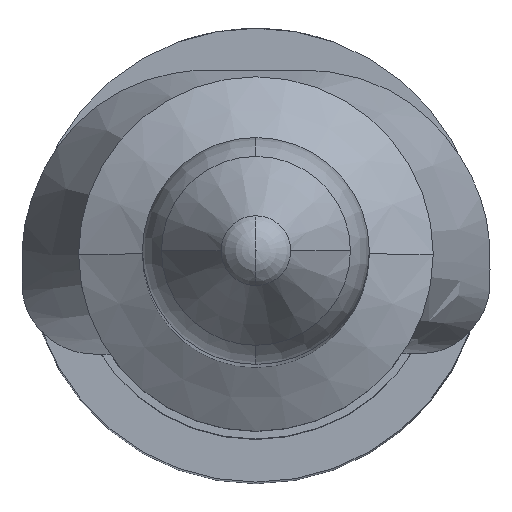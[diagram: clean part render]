
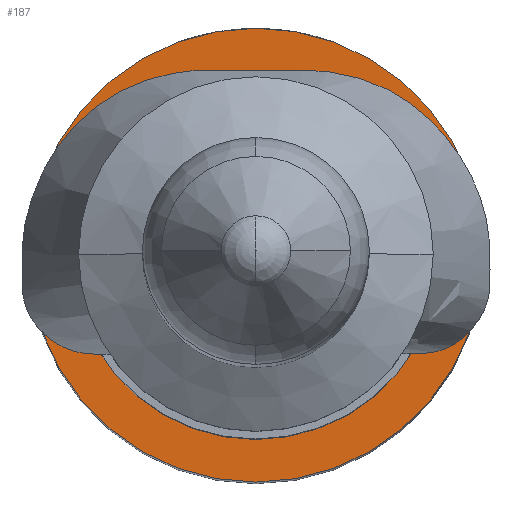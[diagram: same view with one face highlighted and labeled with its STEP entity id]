
A CAD part, top view. The second image highlights one B-rep face of the part: STEP entity #187.
In plain terms, the highlighted planar face has unit normal (0, 0, 1).
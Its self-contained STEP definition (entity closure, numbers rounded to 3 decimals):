
#10 = AXIS2_PLACEMENT_3D ( 'NONE', #322, #988, #513 ) ;
#34 = VERTEX_POINT ( 'NONE', #236 ) ;
#45 = FACE_OUTER_BOUND ( 'NONE', #179, .T. ) ;
#65 = EDGE_CURVE ( 'NONE', #34, #301, #1005, .T. ) ;
#135 = CIRCLE ( 'NONE', #1085, 1.3 ) ;
#179 = EDGE_LOOP ( 'NONE', ( #867, #942 ) ) ;
#187 = ADVANCED_FACE ( 'NONE', ( #45, #1119 ), #918, .T. ) ;
#236 = CARTESIAN_POINT ( 'NONE',  ( -1.6, 0., 6.7 ) ) ;
#257 = CARTESIAN_POINT ( 'NONE',  ( -1.3, 0., 6.7 ) ) ;
#286 = ORIENTED_EDGE ( 'NONE', *, *, #919, .F. ) ;
#300 = DIRECTION ( 'NONE',  ( 1., 0., 0. ) ) ;
#301 = VERTEX_POINT ( 'NONE', #846 ) ;
#322 = CARTESIAN_POINT ( 'NONE',  ( 0., 0., 6.7 ) ) ;
#362 = VERTEX_POINT ( 'NONE', #257 ) ;
#409 = DIRECTION ( 'NONE',  ( 0., 0., 1. ) ) ;
#426 = DIRECTION ( 'NONE',  ( 0., 0., 1. ) ) ;
#437 = CARTESIAN_POINT ( 'NONE',  ( 0., 0., 6.7 ) ) ;
#479 = AXIS2_PLACEMENT_3D ( 'NONE', #1190, #426, #720 ) ;
#490 = CARTESIAN_POINT ( 'NONE',  ( 0., 0., 6.7 ) ) ;
#512 = CARTESIAN_POINT ( 'NONE',  ( 1.3, 0., 6.7 ) ) ;
#513 = DIRECTION ( 'NONE',  ( 1., 0., 0. ) ) ;
#532 = CIRCLE ( 'NONE', #691, 1.3 ) ;
#563 = VERTEX_POINT ( 'NONE', #512 ) ;
#605 = EDGE_CURVE ( 'NONE', #301, #34, #947, .T. ) ;
#647 = DIRECTION ( 'NONE',  ( 1., 0., 0. ) ) ;
#691 = AXIS2_PLACEMENT_3D ( 'NONE', #751, #760, #647 ) ;
#720 = DIRECTION ( 'NONE',  ( 1., 0., 0. ) ) ;
#736 = EDGE_CURVE ( 'NONE', #362, #563, #532, .T. ) ;
#751 = CARTESIAN_POINT ( 'NONE',  ( 0., 0., 6.7 ) ) ;
#760 = DIRECTION ( 'NONE',  ( 0., 0., 1. ) ) ;
#846 = CARTESIAN_POINT ( 'NONE',  ( 1.6, 0., 6.7 ) ) ;
#867 = ORIENTED_EDGE ( 'NONE', *, *, #65, .T. ) ;
#891 = DIRECTION ( 'NONE',  ( 0., 0., 1. ) ) ;
#918 = PLANE ( 'NONE',  #1103 ) ;
#919 = EDGE_CURVE ( 'NONE', #563, #362, #135, .T. ) ;
#942 = ORIENTED_EDGE ( 'NONE', *, *, #605, .T. ) ;
#947 = CIRCLE ( 'NONE', #479, 1.6 ) ;
#950 = ORIENTED_EDGE ( 'NONE', *, *, #736, .F. ) ;
#988 = DIRECTION ( 'NONE',  ( 0., 0., 1. ) ) ;
#1005 = CIRCLE ( 'NONE', #10, 1.6 ) ;
#1085 = AXIS2_PLACEMENT_3D ( 'NONE', #490, #409, #300 ) ;
#1103 = AXIS2_PLACEMENT_3D ( 'NONE', #437, #891, #1209 ) ;
#1119 = FACE_BOUND ( 'NONE', #1231, .T. ) ;
#1190 = CARTESIAN_POINT ( 'NONE',  ( 0., 0., 6.7 ) ) ;
#1209 = DIRECTION ( 'NONE',  ( 1., 0., 0. ) ) ;
#1231 = EDGE_LOOP ( 'NONE', ( #286, #950 ) ) ;
